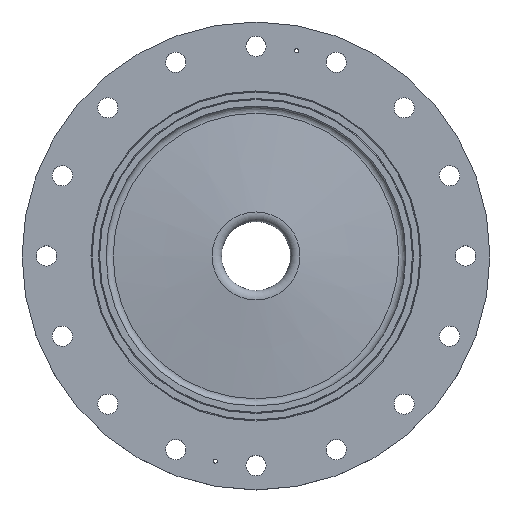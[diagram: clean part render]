
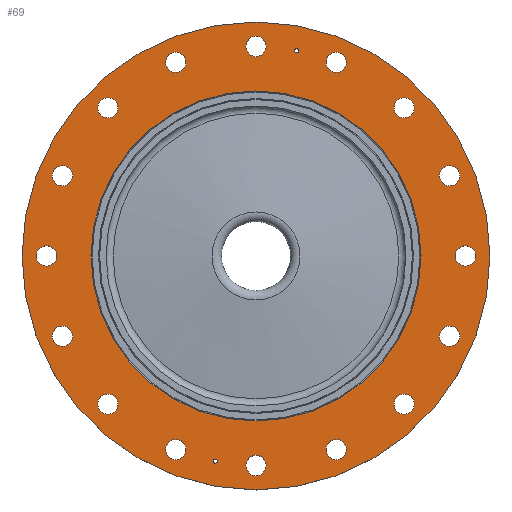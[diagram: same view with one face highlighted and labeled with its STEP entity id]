
A CAD part, top view. The second image highlights one B-rep face of the part: STEP entity #69.
In plain terms, the highlighted planar face has unit normal (0, 0, 1).
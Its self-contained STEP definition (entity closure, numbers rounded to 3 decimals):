
#69=ADVANCED_FACE('',(#114,#115,#116,#117,#118,#119,#120,#121,#122,#123,
#124,#125,#126,#127,#128,#129,#130,#131,#132,#133),#106,.T.);
#106=PLANE('',#640);
#114=FACE_BOUND('',#226,.T.);
#115=FACE_BOUND('',#227,.T.);
#116=FACE_BOUND('',#228,.T.);
#117=FACE_BOUND('',#229,.T.);
#118=FACE_BOUND('',#230,.T.);
#119=FACE_BOUND('',#231,.T.);
#120=FACE_BOUND('',#232,.T.);
#121=FACE_BOUND('',#233,.T.);
#122=FACE_BOUND('',#234,.T.);
#123=FACE_BOUND('',#235,.T.);
#124=FACE_BOUND('',#236,.T.);
#125=FACE_BOUND('',#237,.T.);
#126=FACE_BOUND('',#238,.T.);
#127=FACE_BOUND('',#239,.T.);
#128=FACE_BOUND('',#240,.T.);
#129=FACE_BOUND('',#241,.T.);
#130=FACE_BOUND('',#242,.T.);
#131=FACE_BOUND('',#243,.T.);
#132=FACE_BOUND('',#244,.T.);
#133=FACE_BOUND('',#245,.T.);
#226=EDGE_LOOP('',(#338));
#227=EDGE_LOOP('',(#339));
#228=EDGE_LOOP('',(#340));
#229=EDGE_LOOP('',(#341));
#230=EDGE_LOOP('',(#342));
#231=EDGE_LOOP('',(#343));
#232=EDGE_LOOP('',(#344));
#233=EDGE_LOOP('',(#345));
#234=EDGE_LOOP('',(#346));
#235=EDGE_LOOP('',(#347));
#236=EDGE_LOOP('',(#348));
#237=EDGE_LOOP('',(#349));
#238=EDGE_LOOP('',(#350));
#239=EDGE_LOOP('',(#351));
#240=EDGE_LOOP('',(#352));
#241=EDGE_LOOP('',(#353));
#242=EDGE_LOOP('',(#354));
#243=EDGE_LOOP('',(#355));
#244=EDGE_LOOP('',(#356));
#245=EDGE_LOOP('',(#357));
#338=ORIENTED_EDGE('',*,*,#506,.T.);
#339=ORIENTED_EDGE('',*,*,#507,.T.);
#340=ORIENTED_EDGE('',*,*,#508,.T.);
#341=ORIENTED_EDGE('',*,*,#509,.T.);
#342=ORIENTED_EDGE('',*,*,#510,.T.);
#343=ORIENTED_EDGE('',*,*,#511,.T.);
#344=ORIENTED_EDGE('',*,*,#512,.T.);
#345=ORIENTED_EDGE('',*,*,#513,.T.);
#346=ORIENTED_EDGE('',*,*,#514,.T.);
#347=ORIENTED_EDGE('',*,*,#515,.T.);
#348=ORIENTED_EDGE('',*,*,#516,.T.);
#349=ORIENTED_EDGE('',*,*,#517,.T.);
#350=ORIENTED_EDGE('',*,*,#518,.T.);
#351=ORIENTED_EDGE('',*,*,#519,.T.);
#352=ORIENTED_EDGE('',*,*,#520,.T.);
#353=ORIENTED_EDGE('',*,*,#521,.T.);
#354=ORIENTED_EDGE('',*,*,#522,.T.);
#355=ORIENTED_EDGE('',*,*,#523,.T.);
#356=ORIENTED_EDGE('',*,*,#524,.T.);
#357=ORIENTED_EDGE('',*,*,#504,.F.);
#448=VERTEX_POINT('',#906);
#450=VERTEX_POINT('',#911);
#451=VERTEX_POINT('',#913);
#452=VERTEX_POINT('',#915);
#453=VERTEX_POINT('',#917);
#454=VERTEX_POINT('',#919);
#455=VERTEX_POINT('',#921);
#456=VERTEX_POINT('',#923);
#457=VERTEX_POINT('',#925);
#458=VERTEX_POINT('',#927);
#459=VERTEX_POINT('',#929);
#460=VERTEX_POINT('',#931);
#461=VERTEX_POINT('',#933);
#462=VERTEX_POINT('',#935);
#463=VERTEX_POINT('',#937);
#464=VERTEX_POINT('',#939);
#465=VERTEX_POINT('',#941);
#466=VERTEX_POINT('',#943);
#467=VERTEX_POINT('',#945);
#468=VERTEX_POINT('',#947);
#504=EDGE_CURVE('',#448,#448,#560,.T.);
#506=EDGE_CURVE('',#450,#450,#562,.T.);
#507=EDGE_CURVE('',#451,#451,#563,.T.);
#508=EDGE_CURVE('',#452,#452,#564,.T.);
#509=EDGE_CURVE('',#453,#453,#565,.T.);
#510=EDGE_CURVE('',#454,#454,#566,.T.);
#511=EDGE_CURVE('',#455,#455,#567,.T.);
#512=EDGE_CURVE('',#456,#456,#568,.T.);
#513=EDGE_CURVE('',#457,#457,#569,.T.);
#514=EDGE_CURVE('',#458,#458,#570,.T.);
#515=EDGE_CURVE('',#459,#459,#571,.T.);
#516=EDGE_CURVE('',#460,#460,#572,.T.);
#517=EDGE_CURVE('',#461,#461,#573,.T.);
#518=EDGE_CURVE('',#462,#462,#574,.T.);
#519=EDGE_CURVE('',#463,#463,#575,.T.);
#520=EDGE_CURVE('',#464,#464,#576,.T.);
#521=EDGE_CURVE('',#465,#465,#577,.T.);
#522=EDGE_CURVE('',#466,#466,#578,.T.);
#523=EDGE_CURVE('',#467,#467,#579,.T.);
#524=EDGE_CURVE('',#468,#468,#580,.T.);
#560=CIRCLE('',#618,110.);
#562=CIRCLE('',#621,0.992);
#563=CIRCLE('',#622,0.992);
#564=CIRCLE('',#623,77.599);
#565=CIRCLE('',#624,4.763);
#566=CIRCLE('',#625,4.763);
#567=CIRCLE('',#626,4.763);
#568=CIRCLE('',#627,4.763);
#569=CIRCLE('',#628,4.763);
#570=CIRCLE('',#629,4.763);
#571=CIRCLE('',#630,4.763);
#572=CIRCLE('',#631,4.763);
#573=CIRCLE('',#632,4.763);
#574=CIRCLE('',#633,4.763);
#575=CIRCLE('',#634,4.763);
#576=CIRCLE('',#635,4.763);
#577=CIRCLE('',#636,4.763);
#578=CIRCLE('',#637,4.763);
#579=CIRCLE('',#638,4.763);
#580=CIRCLE('',#639,4.763);
#618=AXIS2_PLACEMENT_3D('',#905,#717,#718);
#621=AXIS2_PLACEMENT_3D('',#910,#723,#724);
#622=AXIS2_PLACEMENT_3D('',#912,#725,#726);
#623=AXIS2_PLACEMENT_3D('',#914,#727,#728);
#624=AXIS2_PLACEMENT_3D('',#916,#729,#730);
#625=AXIS2_PLACEMENT_3D('',#918,#731,#732);
#626=AXIS2_PLACEMENT_3D('',#920,#733,#734);
#627=AXIS2_PLACEMENT_3D('',#922,#735,#736);
#628=AXIS2_PLACEMENT_3D('',#924,#737,#738);
#629=AXIS2_PLACEMENT_3D('',#926,#739,#740);
#630=AXIS2_PLACEMENT_3D('',#928,#741,#742);
#631=AXIS2_PLACEMENT_3D('',#930,#743,#744);
#632=AXIS2_PLACEMENT_3D('',#932,#745,#746);
#633=AXIS2_PLACEMENT_3D('',#934,#747,#748);
#634=AXIS2_PLACEMENT_3D('',#936,#749,#750);
#635=AXIS2_PLACEMENT_3D('',#938,#751,#752);
#636=AXIS2_PLACEMENT_3D('',#940,#753,#754);
#637=AXIS2_PLACEMENT_3D('',#942,#755,#756);
#638=AXIS2_PLACEMENT_3D('',#944,#757,#758);
#639=AXIS2_PLACEMENT_3D('',#946,#759,#760);
#640=AXIS2_PLACEMENT_3D('',#948,#761,#762);
#717=DIRECTION('',(0.,0.,-1.));
#718=DIRECTION('',(-1.,0.,0.));
#723=DIRECTION('',(0.,0.,-1.));
#724=DIRECTION('',(1.,0.,0.));
#725=DIRECTION('',(0.,0.,-1.));
#726=DIRECTION('',(-1.,0.,0.));
#727=DIRECTION('',(0.,0.,-1.));
#728=DIRECTION('',(1.,0.,0.));
#729=DIRECTION('',(0.,0.,-1.));
#730=DIRECTION('',(-0.707,-0.707,0.));
#731=DIRECTION('',(0.,0.,-1.));
#732=DIRECTION('',(-0.383,-0.924,0.));
#733=DIRECTION('',(0.,0.,-1.));
#734=DIRECTION('',(0.,-1.,0.));
#735=DIRECTION('',(0.,0.,-1.));
#736=DIRECTION('',(0.383,-0.924,0.));
#737=DIRECTION('',(0.,0.,-1.));
#738=DIRECTION('',(0.707,-0.707,0.));
#739=DIRECTION('',(0.,0.,-1.));
#740=DIRECTION('',(0.924,-0.383,0.));
#741=DIRECTION('',(0.,0.,-1.));
#742=DIRECTION('',(1.,0.,0.));
#743=DIRECTION('',(0.,0.,-1.));
#744=DIRECTION('',(0.924,0.383,0.));
#745=DIRECTION('',(0.,0.,-1.));
#746=DIRECTION('',(0.707,0.707,0.));
#747=DIRECTION('',(0.,0.,-1.));
#748=DIRECTION('',(0.383,0.924,0.));
#749=DIRECTION('',(0.,0.,-1.));
#750=DIRECTION('',(0.,1.,0.));
#751=DIRECTION('',(0.,0.,-1.));
#752=DIRECTION('',(-0.383,0.924,0.));
#753=DIRECTION('',(0.,0.,-1.));
#754=DIRECTION('',(-0.707,0.707,0.));
#755=DIRECTION('',(0.,0.,-1.));
#756=DIRECTION('',(-0.924,0.383,0.));
#757=DIRECTION('',(0.,0.,-1.));
#758=DIRECTION('',(-0.924,-0.383,0.));
#759=DIRECTION('',(0.,0.,-1.));
#760=DIRECTION('',(-1.,0.,0.));
#761=DIRECTION('',(0.,0.,1.));
#762=DIRECTION('',(1.,0.,0.));
#905=CARTESIAN_POINT('',(0.,0.,14.));
#906=CARTESIAN_POINT('',(-110.,0.,14.));
#910=CARTESIAN_POINT('',(-19.185,-96.449,14.));
#911=CARTESIAN_POINT('',(-18.193,-96.449,14.));
#912=CARTESIAN_POINT('',(19.185,96.449,14.));
#913=CARTESIAN_POINT('',(18.193,96.449,14.));
#914=CARTESIAN_POINT('',(0.,0.,14.));
#915=CARTESIAN_POINT('',(77.599,0.,14.));
#916=CARTESIAN_POINT('',(69.65,-69.65,14.));
#917=CARTESIAN_POINT('',(66.282,-73.018,14.));
#918=CARTESIAN_POINT('',(91.002,-37.694,14.));
#919=CARTESIAN_POINT('',(89.18,-42.094,14.));
#920=CARTESIAN_POINT('',(98.5,0.,14.));
#921=CARTESIAN_POINT('',(98.5,-4.763,14.));
#922=CARTESIAN_POINT('',(91.002,37.694,14.));
#923=CARTESIAN_POINT('',(92.825,33.294,14.));
#924=CARTESIAN_POINT('',(69.65,69.65,14.));
#925=CARTESIAN_POINT('',(73.018,66.282,14.));
#926=CARTESIAN_POINT('',(37.694,91.002,14.));
#927=CARTESIAN_POINT('',(42.094,89.18,14.));
#928=CARTESIAN_POINT('',(0.,98.5,14.));
#929=CARTESIAN_POINT('',(4.763,98.5,14.));
#930=CARTESIAN_POINT('',(-37.694,91.002,14.));
#931=CARTESIAN_POINT('',(-33.294,92.825,14.));
#932=CARTESIAN_POINT('',(-69.65,69.65,14.));
#933=CARTESIAN_POINT('',(-66.282,73.018,14.));
#934=CARTESIAN_POINT('',(-91.002,37.694,14.));
#935=CARTESIAN_POINT('',(-89.18,42.094,14.));
#936=CARTESIAN_POINT('',(-98.5,0.,14.));
#937=CARTESIAN_POINT('',(-98.5,4.763,14.));
#938=CARTESIAN_POINT('',(-91.002,-37.694,14.));
#939=CARTESIAN_POINT('',(-92.825,-33.294,14.));
#940=CARTESIAN_POINT('',(-69.65,-69.65,14.));
#941=CARTESIAN_POINT('',(-73.018,-66.282,14.));
#942=CARTESIAN_POINT('',(-37.694,-91.002,14.));
#943=CARTESIAN_POINT('',(-42.094,-89.18,14.));
#944=CARTESIAN_POINT('',(37.694,-91.002,14.));
#945=CARTESIAN_POINT('',(33.294,-92.825,14.));
#946=CARTESIAN_POINT('',(0.,-98.5,14.));
#947=CARTESIAN_POINT('',(-4.763,-98.5,14.));
#948=CARTESIAN_POINT('',(110.,0.,14.));
